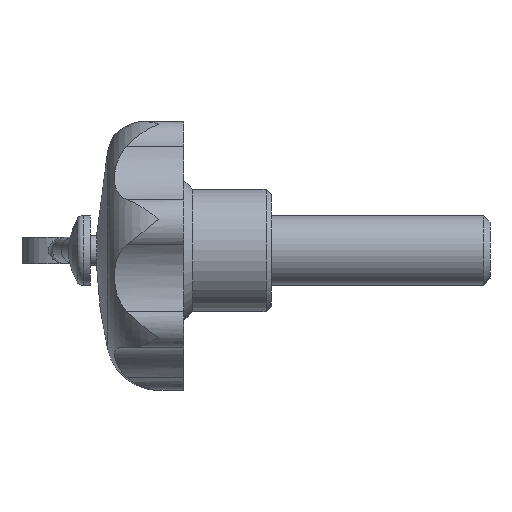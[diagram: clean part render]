
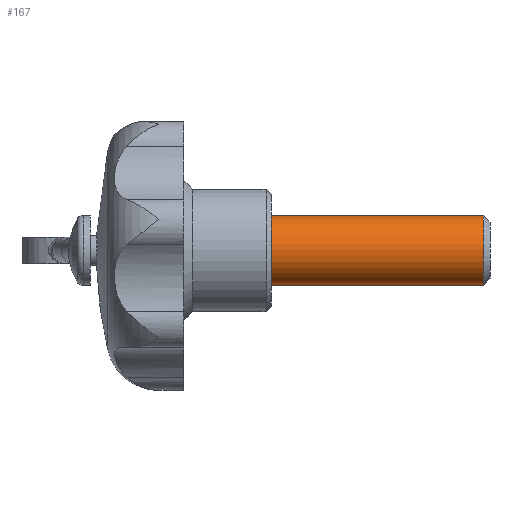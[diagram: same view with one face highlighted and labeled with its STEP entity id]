
A CAD part, left-side view. The second image highlights one B-rep face of the part: STEP entity #167.
In plain terms, the highlighted cylindrical face has radius 4 mm (diameter 8 mm), a full revolution.
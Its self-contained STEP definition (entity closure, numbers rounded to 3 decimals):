
#167 = ADVANCED_FACE( '', ( #355, #356 ), #357, .T. );
#355 = FACE_OUTER_BOUND( '', #553, .T. );
#356 = FACE_OUTER_BOUND( '', #554, .T. );
#357 = CYLINDRICAL_SURFACE( '', #555, 4. );
#553 = EDGE_LOOP( '', ( #976 ) );
#554 = EDGE_LOOP( '', ( #977 ) );
#555 = AXIS2_PLACEMENT_3D( '', #978, #979, #980 );
#976 = ORIENTED_EDGE( '', *, *, #1154, .F. );
#977 = ORIENTED_EDGE( '', *, *, #1100, .T. );
#978 = CARTESIAN_POINT( '', ( 0., -25., 0. ) );
#979 = DIRECTION( '', ( 0., 1., 0. ) );
#980 = DIRECTION( '', ( 0., 0., -1. ) );
#1100 = EDGE_CURVE( '', #1294, #1294, #1295, .T. );
#1154 = EDGE_CURVE( '', #1384, #1384, #1385, .T. );
#1294 = VERTEX_POINT( '', #1609 );
#1295 = CIRCLE( '', #1610, 4. );
#1384 = VERTEX_POINT( '', #1865 );
#1385 = CIRCLE( '', #1866, 4. );
#1609 = CARTESIAN_POINT( '', ( 0., 0., -4. ) );
#1610 = AXIS2_PLACEMENT_3D( '', #2338, #2339, #2340 );
#1865 = CARTESIAN_POINT( '', ( 0., -24.233, -4. ) );
#1866 = AXIS2_PLACEMENT_3D( '', #2406, #2407, #2408 );
#2338 = CARTESIAN_POINT( '', ( 0., 0., 0. ) );
#2339 = DIRECTION( '', ( 0., -1., 0. ) );
#2340 = DIRECTION( '', ( 0., 0., -1. ) );
#2406 = CARTESIAN_POINT( '', ( 0., -24.233, 0. ) );
#2407 = DIRECTION( '', ( 0., -1., 0. ) );
#2408 = DIRECTION( '', ( 0., 0., -1. ) );
